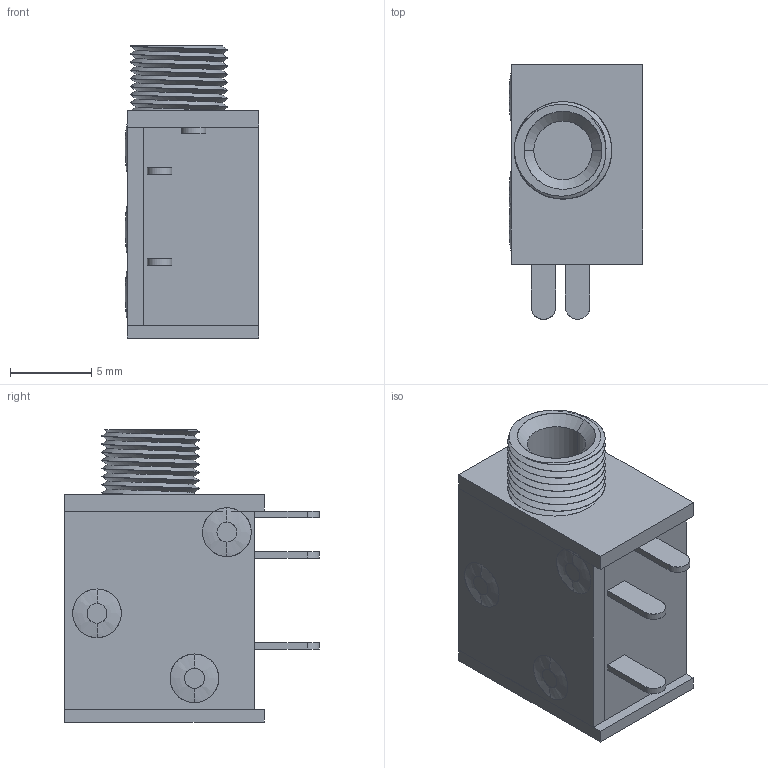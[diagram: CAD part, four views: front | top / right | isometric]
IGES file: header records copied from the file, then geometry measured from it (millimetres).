
Start section: SolidWorks IGES file using analytic representation for surfaces
Global section: file name: STX-3150-3C-1_A.IGS; native system: SolidWorks 2020; preprocessor: SolidWorks 2020; author: Dan; date: 200716.073926; units: millimetre
Bounding box: 8.2 x 15.7 x 18 mm (x, y, z)
Surface area: 1311.8 mm2 (no closed solid volume)
Topology: 0 solids, 0 shells, 72 faces, 964 edges, 964 vertices
Faces by surface type: bspline 48, revolution 24
